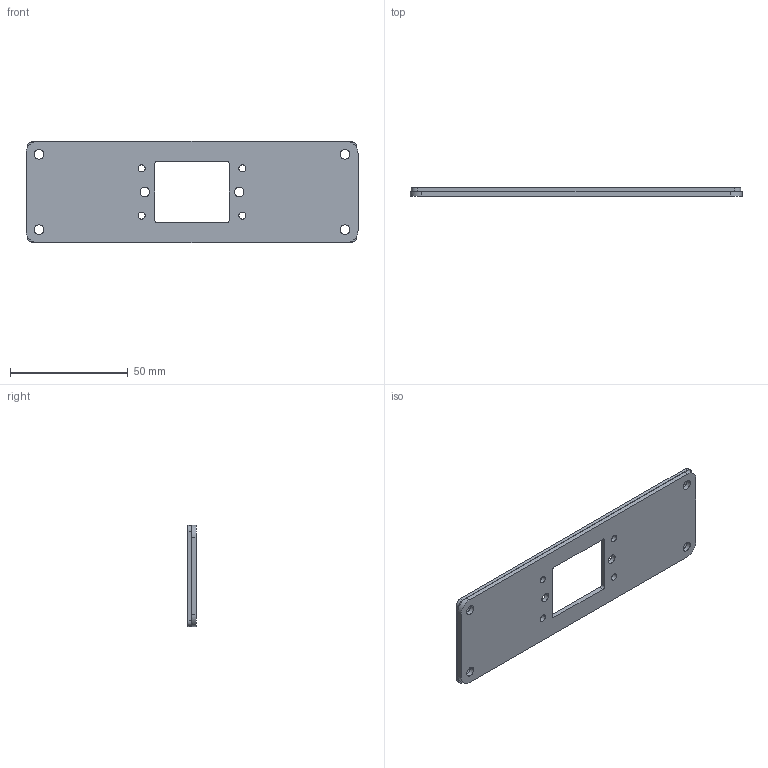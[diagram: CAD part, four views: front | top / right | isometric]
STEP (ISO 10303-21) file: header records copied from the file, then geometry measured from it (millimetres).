
FILE_DESCRIPTION(('Creo Elements/Direct Modeling STEP Export'),'2;1');
FILE_NAME('model.stp','2018-10-30T14:18:57',(''),(''),'Creo Elements/Direct Modeling STEP processor for AP214 (Solid Model)','Creo Elements/Direct Modeling 18.1I 14-Aug-2016 (C) Parametric Technology GmbH','');
FILE_SCHEMA(('AUTOMOTIVE_DESIGN { 1 0 10303 214 1 1 1 1 }'));
Length unit declared in the file: millimetre
Products named in the file (2): HC-B-24-ADP-VC-C1; HC-B-24-ADP-VC-C1.
Assembly tree (1 placements, depth 2):
  HC-B-24-ADP-VC-C1.
    HC-B-24-ADP-VC-C1
Bounding box: 141 x 3.5 x 43 mm (x, y, z)
Volume: 13436 mm3; surface area: 12465.1 mm2
Topology: 1 solids, 1 shells, 75 faces, 196 edges, 128 vertices
Faces by surface type: cylinder 40, plane 35
Entity records: 2467 total; most frequent: ORIENTED_EDGE 392, DIRECTION 364, CARTESIAN_POINT 363, EDGE_CURVE 196, AXIS2_PLACEMENT_3D 129, VERTEX_POINT 128, VECTOR 106, LINE 106
